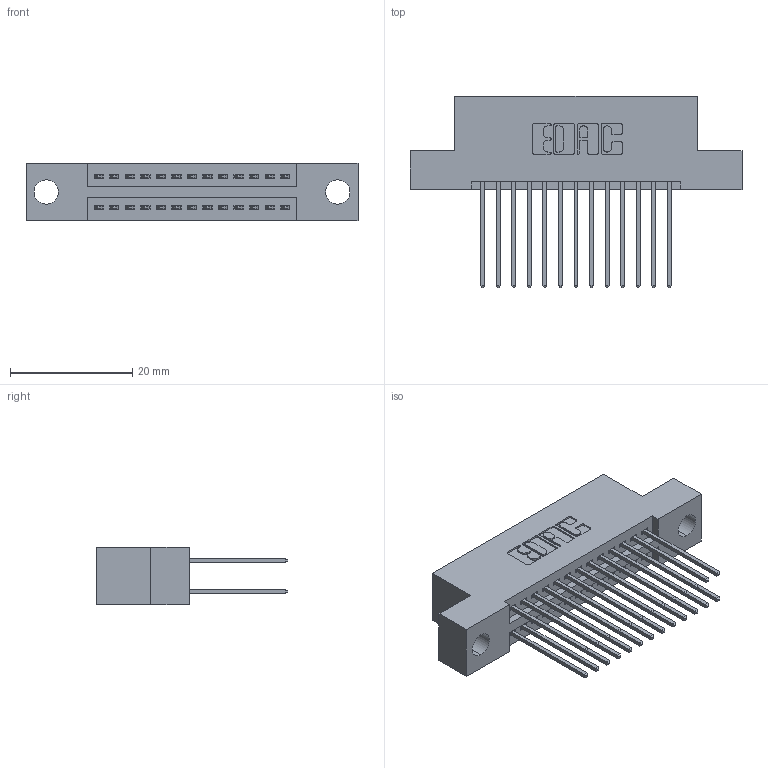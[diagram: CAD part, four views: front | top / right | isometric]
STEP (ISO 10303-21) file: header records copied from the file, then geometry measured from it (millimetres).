
FILE_DESCRIPTION (( 'STEP AP203' ), '1' );
FILE_NAME ('345-026-542-204.STEP', '2018-08-22T02:10:44', ( '' ), ( '' ), 'SwSTEP 2.0', 'SolidWorks 2016', '' );
FILE_SCHEMA (( 'CONFIG_CONTROL_DESIGN' ));
Length unit declared in the file: inch
Products named in the file (3): 345 Part_Flush Mounting Lugs - 0.156 Dia-TH; 345-292-001_345-293-142; 345-026-542-204
Assembly tree (27 placements, depth 2):
  345-026-542-204
    345 Part_Flush Mounting Lugs - 0.156 Dia-TH
    345-292-001_345-293-142  x26
Bounding box: 54.23 x 31.29 x 9.4 mm (x, y, z)
Volume: 5032 mm3; surface area: 7258.1 mm2
Topology: 27 solids, 27 shells, 1426 faces, 4215 edges, 2774 vertices
Faces by surface type: plane 938, cylinder 488
Entity records: 14125 total; most frequent: CARTESIAN_POINT 2396, ORIENTED_EDGE 2330, DIRECTION 2149, EDGE_CURVE 1165, VECTOR 981, LINE 981, VERTEX_POINT 774, AXIS2_PLACEMENT_3D 584
